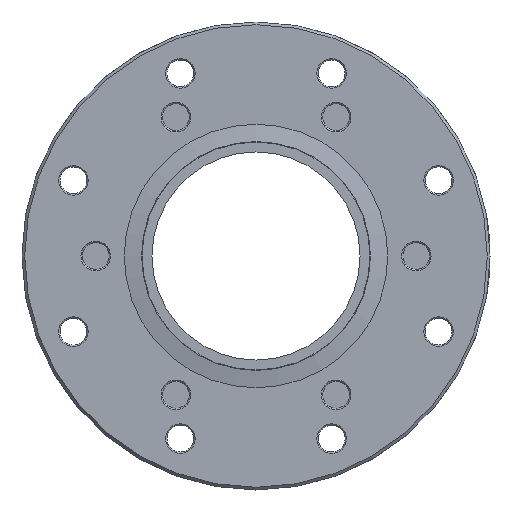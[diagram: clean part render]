
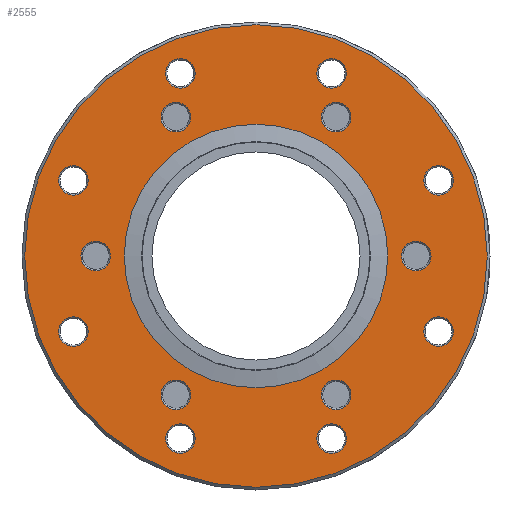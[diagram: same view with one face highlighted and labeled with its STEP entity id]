
A CAD part, front view. The second image highlights one B-rep face of the part: STEP entity #2555.
In plain terms, the highlighted planar face has unit normal (0, -1, 0).
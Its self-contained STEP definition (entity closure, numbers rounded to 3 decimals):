
#203=FACE_BOUND('',#443,.T.);
#204=FACE_BOUND('',#444,.T.);
#205=FACE_BOUND('',#445,.T.);
#206=FACE_BOUND('',#446,.T.);
#207=FACE_BOUND('',#447,.T.);
#208=FACE_BOUND('',#448,.T.);
#209=FACE_BOUND('',#449,.T.);
#210=FACE_BOUND('',#450,.T.);
#211=FACE_BOUND('',#451,.T.);
#212=FACE_BOUND('',#452,.T.);
#213=FACE_BOUND('',#453,.T.);
#214=FACE_BOUND('',#454,.T.);
#215=FACE_BOUND('',#455,.T.);
#216=FACE_BOUND('',#456,.T.);
#217=FACE_BOUND('',#457,.T.);
#235=PLANE('',#2734);
#289=FACE_OUTER_BOUND('',#442,.T.);
#442=EDGE_LOOP('',(#1732));
#443=EDGE_LOOP('',(#1733));
#444=EDGE_LOOP('',(#1734));
#445=EDGE_LOOP('',(#1735));
#446=EDGE_LOOP('',(#1736));
#447=EDGE_LOOP('',(#1737));
#448=EDGE_LOOP('',(#1738));
#449=EDGE_LOOP('',(#1739));
#450=EDGE_LOOP('',(#1740));
#451=EDGE_LOOP('',(#1741));
#452=EDGE_LOOP('',(#1742));
#453=EDGE_LOOP('',(#1743));
#454=EDGE_LOOP('',(#1744));
#455=EDGE_LOOP('',(#1745));
#456=EDGE_LOOP('',(#1746));
#457=EDGE_LOOP('',(#1747));
#942=CIRCLE('',#2731,2.709);
#945=CIRCLE('',#2735,42.35);
#946=CIRCLE('',#2736,2.709);
#947=CIRCLE('',#2737,2.709);
#948=CIRCLE('',#2738,2.709);
#949=CIRCLE('',#2739,2.709);
#950=CIRCLE('',#2740,2.709);
#951=CIRCLE('',#2741,2.709);
#952=CIRCLE('',#2742,2.709);
#953=CIRCLE('',#2743,24.13);
#954=CIRCLE('',#2744,2.709);
#955=CIRCLE('',#2745,2.709);
#956=CIRCLE('',#2746,2.709);
#957=CIRCLE('',#2747,2.709);
#958=CIRCLE('',#2748,2.709);
#959=CIRCLE('',#2749,2.709);
#1066=VERTEX_POINT('',#3675);
#1069=VERTEX_POINT('',#3683);
#1070=VERTEX_POINT('',#3685);
#1071=VERTEX_POINT('',#3687);
#1072=VERTEX_POINT('',#3689);
#1073=VERTEX_POINT('',#3691);
#1074=VERTEX_POINT('',#3693);
#1075=VERTEX_POINT('',#3695);
#1076=VERTEX_POINT('',#3697);
#1077=VERTEX_POINT('',#3699);
#1078=VERTEX_POINT('',#3701);
#1079=VERTEX_POINT('',#3703);
#1080=VERTEX_POINT('',#3705);
#1081=VERTEX_POINT('',#3707);
#1082=VERTEX_POINT('',#3709);
#1083=VERTEX_POINT('',#3711);
#1328=EDGE_CURVE('',#1066,#1066,#942,.T.);
#1332=EDGE_CURVE('',#1069,#1069,#945,.T.);
#1333=EDGE_CURVE('',#1070,#1070,#946,.T.);
#1334=EDGE_CURVE('',#1071,#1071,#947,.T.);
#1335=EDGE_CURVE('',#1072,#1072,#948,.T.);
#1336=EDGE_CURVE('',#1073,#1073,#949,.T.);
#1337=EDGE_CURVE('',#1074,#1074,#950,.T.);
#1338=EDGE_CURVE('',#1075,#1075,#951,.T.);
#1339=EDGE_CURVE('',#1076,#1076,#952,.T.);
#1340=EDGE_CURVE('',#1077,#1077,#953,.T.);
#1341=EDGE_CURVE('',#1078,#1078,#954,.T.);
#1342=EDGE_CURVE('',#1079,#1079,#955,.T.);
#1343=EDGE_CURVE('',#1080,#1080,#956,.T.);
#1344=EDGE_CURVE('',#1081,#1081,#957,.T.);
#1345=EDGE_CURVE('',#1082,#1082,#958,.T.);
#1346=EDGE_CURVE('',#1083,#1083,#959,.T.);
#1732=ORIENTED_EDGE('',*,*,#1332,.F.);
#1733=ORIENTED_EDGE('',*,*,#1333,.F.);
#1734=ORIENTED_EDGE('',*,*,#1334,.F.);
#1735=ORIENTED_EDGE('',*,*,#1335,.F.);
#1736=ORIENTED_EDGE('',*,*,#1336,.F.);
#1737=ORIENTED_EDGE('',*,*,#1337,.F.);
#1738=ORIENTED_EDGE('',*,*,#1338,.F.);
#1739=ORIENTED_EDGE('',*,*,#1339,.F.);
#1740=ORIENTED_EDGE('',*,*,#1340,.T.);
#1741=ORIENTED_EDGE('',*,*,#1341,.F.);
#1742=ORIENTED_EDGE('',*,*,#1342,.F.);
#1743=ORIENTED_EDGE('',*,*,#1343,.F.);
#1744=ORIENTED_EDGE('',*,*,#1344,.F.);
#1745=ORIENTED_EDGE('',*,*,#1345,.F.);
#1746=ORIENTED_EDGE('',*,*,#1346,.F.);
#1747=ORIENTED_EDGE('',*,*,#1328,.F.);
#2555=ADVANCED_FACE('',(#289,#203,#204,#205,#206,#207,#208,#209,#210,#211,
#212,#213,#214,#215,#216,#217),#235,.T.);
#2731=AXIS2_PLACEMENT_3D('',#3676,#2995,#2996);
#2734=AXIS2_PLACEMENT_3D('',#3682,#3002,#3003);
#2735=AXIS2_PLACEMENT_3D('',#3684,#3004,#3005);
#2736=AXIS2_PLACEMENT_3D('',#3686,#3006,#3007);
#2737=AXIS2_PLACEMENT_3D('',#3688,#3008,#3009);
#2738=AXIS2_PLACEMENT_3D('',#3690,#3010,#3011);
#2739=AXIS2_PLACEMENT_3D('',#3692,#3012,#3013);
#2740=AXIS2_PLACEMENT_3D('',#3694,#3014,#3015);
#2741=AXIS2_PLACEMENT_3D('',#3696,#3016,#3017);
#2742=AXIS2_PLACEMENT_3D('',#3698,#3018,#3019);
#2743=AXIS2_PLACEMENT_3D('',#3700,#3020,#3021);
#2744=AXIS2_PLACEMENT_3D('',#3702,#3022,#3023);
#2745=AXIS2_PLACEMENT_3D('',#3704,#3024,#3025);
#2746=AXIS2_PLACEMENT_3D('',#3706,#3026,#3027);
#2747=AXIS2_PLACEMENT_3D('',#3708,#3028,#3029);
#2748=AXIS2_PLACEMENT_3D('',#3710,#3030,#3031);
#2749=AXIS2_PLACEMENT_3D('',#3712,#3032,#3033);
#2995=DIRECTION('center_axis',(0.,-1.,0.));
#2996=DIRECTION('ref_axis',(-0.5,0.,-0.866));
#3002=DIRECTION('center_axis',(0.,-1.,0.));
#3003=DIRECTION('ref_axis',(0.,0.,-1.));
#3004=DIRECTION('center_axis',(0.,1.,0.));
#3005=DIRECTION('ref_axis',(1.,0.,0.));
#3006=DIRECTION('center_axis',(0.,-1.,0.));
#3007=DIRECTION('ref_axis',(0.5,0.,-0.866));
#3008=DIRECTION('center_axis',(0.,-1.,0.));
#3009=DIRECTION('ref_axis',(0.5,0.,0.866));
#3010=DIRECTION('center_axis',(0.,-1.,0.));
#3011=DIRECTION('ref_axis',(-1.,0.,0.));
#3012=DIRECTION('center_axis',(0.,-1.,0.));
#3013=DIRECTION('ref_axis',(0.707,0.,0.707));
#3014=DIRECTION('center_axis',(0.,-1.,0.));
#3015=DIRECTION('ref_axis',(-0.707,0.,0.707));
#3016=DIRECTION('center_axis',(0.,-1.,0.));
#3017=DIRECTION('ref_axis',(-0.707,0.,-0.707));
#3018=DIRECTION('center_axis',(0.,-1.,0.));
#3019=DIRECTION('ref_axis',(0.707,0.,-0.707));
#3020=DIRECTION('center_axis',(0.,1.,0.));
#3021=DIRECTION('ref_axis',(1.,0.,0.));
#3022=DIRECTION('center_axis',(0.,-1.,0.));
#3023=DIRECTION('ref_axis',(1.,0.,0.));
#3024=DIRECTION('center_axis',(0.,-1.,0.));
#3025=DIRECTION('ref_axis',(0.,0.,-1.));
#3026=DIRECTION('center_axis',(0.,-1.,0.));
#3027=DIRECTION('ref_axis',(-1.,0.,0.));
#3028=DIRECTION('center_axis',(0.,-1.,0.));
#3029=DIRECTION('ref_axis',(0.,0.,1.));
#3030=DIRECTION('center_axis',(0.,-1.,0.));
#3031=DIRECTION('ref_axis',(-0.5,0.,0.866));
#3032=DIRECTION('center_axis',(0.,-1.,0.));
#3033=DIRECTION('ref_axis',(1.,0.,0.));
#3675=CARTESIAN_POINT('',(-13.321,0.,-23.072));
#3676=CARTESIAN_POINT('Origin',(-14.675,0.,-25.418));
#3682=CARTESIAN_POINT('Origin',(-42.85,0.,0.));
#3683=CARTESIAN_POINT('',(-42.35,0.,0.));
#3684=CARTESIAN_POINT('Origin',(0.,0.,0.));
#3685=CARTESIAN_POINT('',(13.321,0.,-23.072));
#3686=CARTESIAN_POINT('Origin',(14.675,0.,-25.418));
#3687=CARTESIAN_POINT('',(13.321,0.,23.072));
#3688=CARTESIAN_POINT('Origin',(14.675,0.,25.418));
#3689=CARTESIAN_POINT('',(-26.642,0.,0.));
#3690=CARTESIAN_POINT('Origin',(-29.35,0.,0.));
#3691=CARTESIAN_POINT('',(31.525,0.,11.936));
#3692=CARTESIAN_POINT('Origin',(33.44,0.,13.851));
#3693=CARTESIAN_POINT('',(-11.936,0.,31.525));
#3694=CARTESIAN_POINT('Origin',(-13.851,0.,33.44));
#3695=CARTESIAN_POINT('',(-31.525,0.,-11.936));
#3696=CARTESIAN_POINT('Origin',(-33.44,0.,-13.851));
#3697=CARTESIAN_POINT('',(11.936,0.,-31.525));
#3698=CARTESIAN_POINT('Origin',(13.851,0.,-33.44));
#3699=CARTESIAN_POINT('',(24.13,0.,0.));
#3700=CARTESIAN_POINT('Origin',(0.,0.,0.));
#3701=CARTESIAN_POINT('',(30.731,0.,-13.851));
#3702=CARTESIAN_POINT('Origin',(33.44,0.,-13.851));
#3703=CARTESIAN_POINT('',(-13.851,0.,-30.731));
#3704=CARTESIAN_POINT('Origin',(-13.851,0.,-33.44));
#3705=CARTESIAN_POINT('',(-30.731,0.,13.851));
#3706=CARTESIAN_POINT('Origin',(-33.44,0.,13.851));
#3707=CARTESIAN_POINT('',(13.851,0.,30.731));
#3708=CARTESIAN_POINT('Origin',(13.851,0.,33.44));
#3709=CARTESIAN_POINT('',(-13.321,0.,23.072));
#3710=CARTESIAN_POINT('Origin',(-14.675,0.,25.418));
#3711=CARTESIAN_POINT('',(26.642,0.,0.));
#3712=CARTESIAN_POINT('Origin',(29.35,0.,0.));
